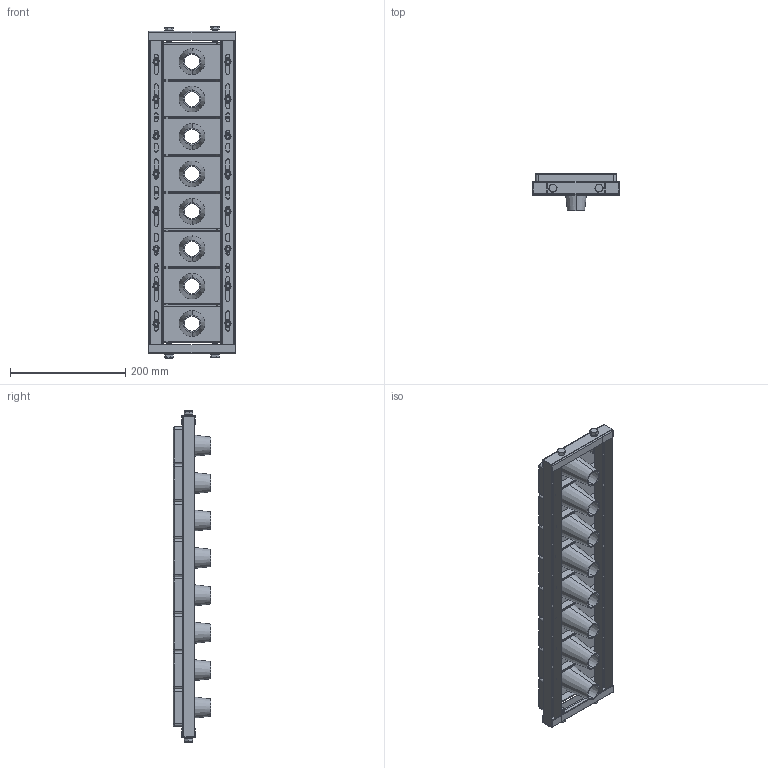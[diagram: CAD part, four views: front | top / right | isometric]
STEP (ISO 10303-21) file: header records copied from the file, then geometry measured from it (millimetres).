
FILE_DESCRIPTION (( 'STEP AP214' ), '1' );
FILE_NAME ('CNC Tool Holder Tray - BT 40.STEP', '2021-10-04T21:58:11', ( '' ), ( '' ), 'SwSTEP 2.0', 'SolidWorks 2020', '' );
FILE_SCHEMA (( 'AUTOMOTIVE_DESIGN' ));
Length unit declared in the file: inch
Products named in the file (8): H 01 02 02_HEX BOLT_M08 X 20; Nut Insert M8; CNC Tool Holder Frame Front Channel - 555 L x 25 W x 21 H; H 01 20 01_Cheese Hd. Scr. M06 X 20; H 01 35 04 _ Hex Nylock Nut M06 (Grade 8)  Tri- Valent Blue; CNC Tool Holder; CNC Tool Holder Frame Side Channel - 150 L x 15 W x 24 H; CNC Tool Holder Tray - BT 40
Assembly tree (52 placements, depth 2):
  CNC Tool Holder Tray - BT 40
    CNC Tool Holder Frame Side Channel - 150 L x 15 W x 24 H  x2
    CNC Tool Holder Frame Front Channel - 555 L x 25 W x 21 H  x2
    Nut Insert M8  x4
    CNC Tool Holder  x8
    H 01 20 01_Cheese Hd. Scr. M06 X 20  x16
    H 01 35 04 _ Hex Nylock Nut M06 (Grade 8)  Tri- Valent Blue  x16
    H 01 02 02_HEX BOLT_M08 X 20  x4
Bounding box: 150 x 65 x 576.8 mm (x, y, z)
Volume: 463805 mm3; surface area: 540739.1 mm2
Topology: 52 solids, 52 shells, 1990 faces, 4774 edges, 2948 vertices
Faces by surface type: plane 752, cylinder 646, cone 512, bspline 80
Entity records: 14359 total; most frequent: CARTESIAN_POINT 5381, DIRECTION 1905, ORIENTED_EDGE 1690, EDGE_CURVE 845, AXIS2_PLACEMENT_3D 728, VERTEX_POINT 528, LINE 449, VECTOR 449
